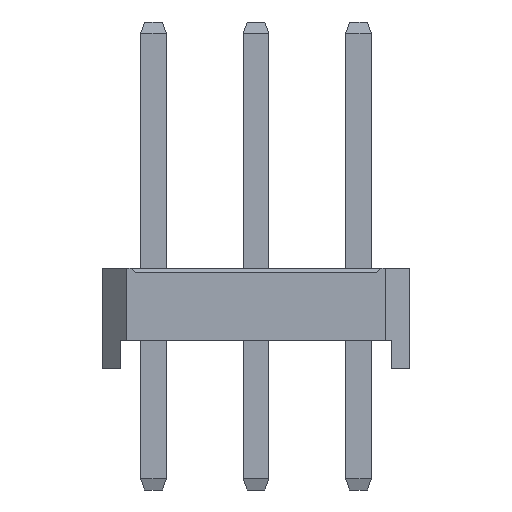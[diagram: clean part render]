
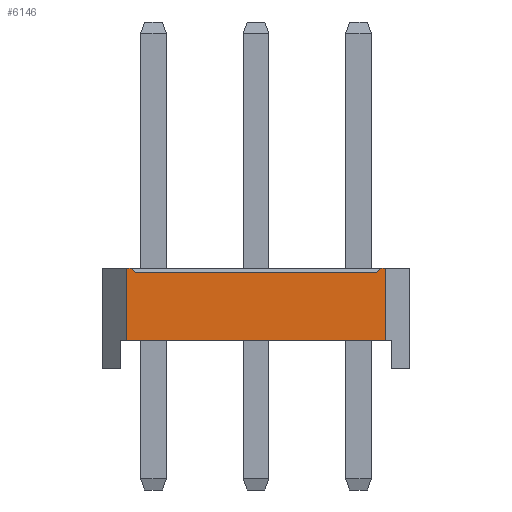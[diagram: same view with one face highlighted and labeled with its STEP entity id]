
A CAD part, left-side view. The second image highlights one B-rep face of the part: STEP entity #6146.
In plain terms, the highlighted planar face has unit normal (-1, 0, 0).
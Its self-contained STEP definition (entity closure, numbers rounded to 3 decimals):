
#6146=ADVANCED_FACE('',(#23268),#23270,.T.);
#23268=FACE_BOUND('',#23269,.T.);
#23269=EDGE_LOOP('',(#36457,#36458,#36459,#36460,#36461,#36462,#36463,#36464));
#23270=PLANE('',#23271);
#23271=AXIS2_PLACEMENT_3D('',#23272,#23273,#23274);
#23272=CARTESIAN_POINT('',(-1.27,5.75,0.));
#23273=DIRECTION('',(-1.,0.,0.));
#23274=DIRECTION('',(0.,-1.,0.));
#36457=ORIENTED_EDGE('',*,*,#44538,.F.);
#36458=ORIENTED_EDGE('',*,*,#44539,.T.);
#36459=ORIENTED_EDGE('',*,*,#44540,.F.);
#36460=ORIENTED_EDGE('',*,*,#42630,.F.);
#36461=ORIENTED_EDGE('',*,*,#44541,.F.);
#36462=ORIENTED_EDGE('',*,*,#42020,.T.);
#36463=ORIENTED_EDGE('',*,*,#44537,.T.);
#36464=ORIENTED_EDGE('',*,*,#42634,.F.);
#42020=EDGE_CURVE('',#46740,#46738,#46741,.T.);
#42630=EDGE_CURVE('',#47958,#47960,#47961,.T.);
#42634=EDGE_CURVE('',#47966,#47968,#47969,.T.);
#44537=EDGE_CURVE('',#46738,#47968,#51097,.T.);
#44538=EDGE_CURVE('',#51098,#47966,#51099,.F.);
#44539=EDGE_CURVE('',#51098,#51100,#51101,.T.);
#44540=EDGE_CURVE('',#47960,#51100,#51102,.F.);
#44541=EDGE_CURVE('',#46740,#47958,#51103,.T.);
#46738=VERTEX_POINT('',#54370);
#46740=VERTEX_POINT('',#54374);
#46741=LINE('',#54375,#54376);
#47958=VERTEX_POINT('',#56810);
#47960=VERTEX_POINT('',#56814);
#47961=LINE('',#56815,#56816);
#47966=VERTEX_POINT('',#56826);
#47968=VERTEX_POINT('',#56830);
#47969=LINE('',#56831,#56832);
#51097=LINE('',#63765,#63766);
#51098=VERTEX_POINT('',#63768);
#51099=LINE('',#63769,#63770);
#51100=VERTEX_POINT('',#63772);
#51101=LINE('',#63773,#63774);
#51102=LINE('',#63776,#63777);
#51103=LINE('',#63779,#63780);
#54370=CARTESIAN_POINT('',(-1.27,-0.67,0.7));
#54374=CARTESIAN_POINT('',(-1.27,5.75,0.7));
#54375=CARTESIAN_POINT('',(-1.27,5.75,0.7));
#54376=VECTOR('',#54377,1.);
#54377=DIRECTION('',(0.,-1.,0.));
#56810=CARTESIAN_POINT('',(-1.27,5.75,2.5));
#56814=CARTESIAN_POINT('',(-1.27,5.63,2.5));
#56815=CARTESIAN_POINT('',(-1.27,5.75,2.5));
#56816=VECTOR('',#56817,1.);
#56817=DIRECTION('',(0.,-1.,0.));
#56826=CARTESIAN_POINT('',(-1.27,-0.55,2.5));
#56830=CARTESIAN_POINT('',(-1.27,-0.67,2.5));
#56831=CARTESIAN_POINT('',(-1.27,-0.55,2.5));
#56832=VECTOR('',#56833,1.);
#56833=DIRECTION('',(0.,-1.,0.));
#63765=CARTESIAN_POINT('',(-1.27,-0.67,0.7));
#63766=VECTOR('',#63767,1.);
#63767=DIRECTION('',(0.,0.,1.));
#63768=CARTESIAN_POINT('',(-1.27,-0.45,2.4));
#63769=CARTESIAN_POINT('',(-1.27,-0.55,2.5));
#63770=VECTOR('',#63771,1.);
#63771=DIRECTION('',(0.,0.707,-0.707));
#63772=CARTESIAN_POINT('',(-1.27,5.53,2.4));
#63773=CARTESIAN_POINT('',(-1.27,-0.45,2.4));
#63774=VECTOR('',#63775,1.);
#63775=DIRECTION('',(0.,1.,0.));
#63776=CARTESIAN_POINT('',(-1.27,5.53,2.4));
#63777=VECTOR('',#63778,1.);
#63778=DIRECTION('',(0.,0.707,0.707));
#63779=CARTESIAN_POINT('',(-1.27,5.75,0.7));
#63780=VECTOR('',#63781,1.);
#63781=DIRECTION('',(0.,0.,1.));
